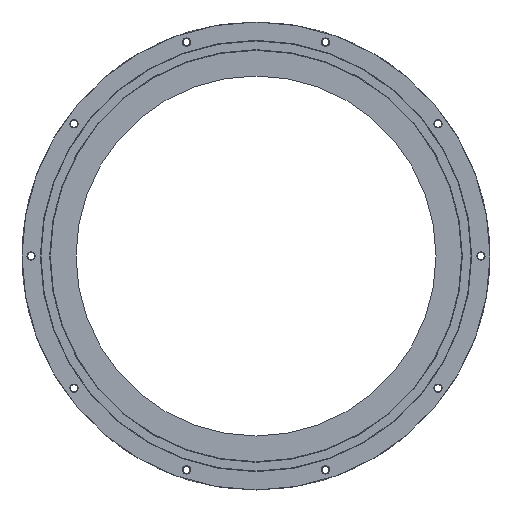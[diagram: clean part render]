
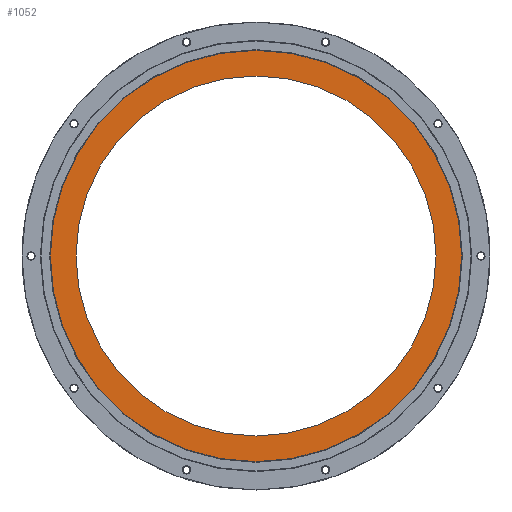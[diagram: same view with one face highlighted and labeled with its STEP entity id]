
A CAD part, left-side view. The second image highlights one B-rep face of the part: STEP entity #1052.
In plain terms, the highlighted planar face has unit normal (-1, 0, 0).
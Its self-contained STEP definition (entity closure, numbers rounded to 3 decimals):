
#130 = CIRCLE ( 'NONE', #2682, 72.571 ) ;
#290 = CARTESIAN_POINT ( 'NONE',  ( 0., 0., 63.5 ) ) ;
#352 = FACE_BOUND ( 'NONE', #2158, .T. ) ;
#406 = DIRECTION ( 'NONE',  ( 1., 0., 0. ) ) ;
#442 = DIRECTION ( 'NONE',  ( 0., 0., -1. ) ) ;
#459 = EDGE_CURVE ( 'NONE', #3125, #1824, #2597, .T. ) ;
#544 = VERTEX_POINT ( 'NONE', #290 ) ;
#574 = PLANE ( 'NONE',  #2307 ) ;
#685 = EDGE_CURVE ( 'NONE', #1824, #3125, #130, .T. ) ;
#696 = CARTESIAN_POINT ( 'NONE',  ( 0., 0., 0. ) ) ;
#760 = EDGE_CURVE ( 'NONE', #544, #1527, #835, .T. ) ;
#834 = CARTESIAN_POINT ( 'NONE',  ( 0., 0., 0. ) ) ;
#835 = CIRCLE ( 'NONE', #2006, 63.5 ) ;
#876 = EDGE_CURVE ( 'NONE', #1527, #544, #1997, .T. ) ;
#893 = DIRECTION ( 'NONE',  ( -1., 0., 0. ) ) ;
#986 = CARTESIAN_POINT ( 'NONE',  ( 0., 0., 0. ) ) ;
#1052 = ADVANCED_FACE ( 'NONE', ( #1558, #352 ), #574, .T. ) ;
#1053 = CARTESIAN_POINT ( 'NONE',  ( 0., 0., -72.571 ) ) ;
#1205 = DIRECTION ( 'NONE',  ( 0., 0., 1. ) ) ;
#1362 = CARTESIAN_POINT ( 'NONE',  ( 0., 0., 72.571 ) ) ;
#1527 = VERTEX_POINT ( 'NONE', #3014 ) ;
#1558 = FACE_OUTER_BOUND ( 'NONE', #3259, .T. ) ;
#1695 = DIRECTION ( 'NONE',  ( -1., 0., 0. ) ) ;
#1750 = CARTESIAN_POINT ( 'NONE',  ( 0., 0., 0. ) ) ;
#1824 = VERTEX_POINT ( 'NONE', #1362 ) ;
#1859 = ORIENTED_EDGE ( 'NONE', *, *, #876, .T. ) ;
#1997 = CIRCLE ( 'NONE', #3057, 63.5 ) ;
#2006 = AXIS2_PLACEMENT_3D ( 'NONE', #696, #406, #442 ) ;
#2158 = EDGE_LOOP ( 'NONE', ( #1859, #3201 ) ) ;
#2307 = AXIS2_PLACEMENT_3D ( 'NONE', #3070, #1695, #3594 ) ;
#2359 = ORIENTED_EDGE ( 'NONE', *, *, #685, .T. ) ;
#2597 = CIRCLE ( 'NONE', #2775, 72.571 ) ;
#2673 = DIRECTION ( 'NONE',  ( 1., 0., 0. ) ) ;
#2682 = AXIS2_PLACEMENT_3D ( 'NONE', #1750, #893, #1205 ) ;
#2775 = AXIS2_PLACEMENT_3D ( 'NONE', #986, #3202, #2935 ) ;
#2935 = DIRECTION ( 'NONE',  ( 0., 0., 1. ) ) ;
#2960 = DIRECTION ( 'NONE',  ( 0., 0., -1. ) ) ;
#3014 = CARTESIAN_POINT ( 'NONE',  ( 0., 0., -63.5 ) ) ;
#3057 = AXIS2_PLACEMENT_3D ( 'NONE', #834, #2673, #2960 ) ;
#3070 = CARTESIAN_POINT ( 'NONE',  ( 0., 0., 0. ) ) ;
#3125 = VERTEX_POINT ( 'NONE', #1053 ) ;
#3201 = ORIENTED_EDGE ( 'NONE', *, *, #760, .T. ) ;
#3202 = DIRECTION ( 'NONE',  ( -1., 0., 0. ) ) ;
#3259 = EDGE_LOOP ( 'NONE', ( #3428, #2359 ) ) ;
#3428 = ORIENTED_EDGE ( 'NONE', *, *, #459, .T. ) ;
#3594 = DIRECTION ( 'NONE',  ( 0., 0., 1. ) ) ;
